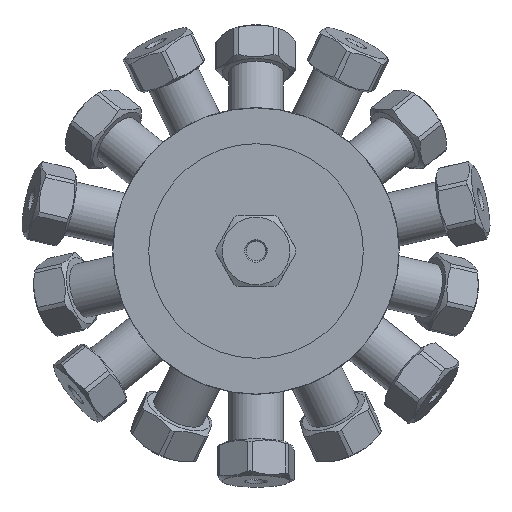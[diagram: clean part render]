
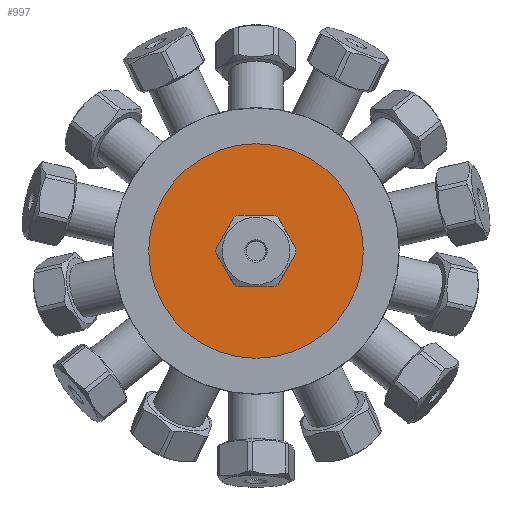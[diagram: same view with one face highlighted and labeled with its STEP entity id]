
A CAD part, left-side view. The second image highlights one B-rep face of the part: STEP entity #997.
In plain terms, the highlighted planar face has unit normal (-1, 0, 0).
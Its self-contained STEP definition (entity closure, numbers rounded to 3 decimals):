
#963=CARTESIAN_POINT('',(0.0,9.525,0.0));
#964=VERTEX_POINT('',#963);
#965=CARTESIAN_POINT('',(0.,0.,0.0));
#966=DIRECTION('',(1.0,0.0,0.0));
#967=DIRECTION('',(0.0,1.0,0.0));
#968=AXIS2_PLACEMENT_3D('',#965,#966,#967);
#969=CIRCLE('',#968,9.525);
#970=EDGE_CURVE('',#964,#964,#969,.T.);
#978=CARTESIAN_POINT('',(0.0,4.763,0.0));
#979=DIRECTION('',(-1.0,0.0,0.0));
#980=DIRECTION('',(0.0,0.0,1.0));
#981=AXIS2_PLACEMENT_3D('',#978,#979,#980);
#982=PLANE('',#981);
#983=ORIENTED_EDGE('',*,*,#970,.F.);
#984=EDGE_LOOP('',(#983));
#985=FACE_OUTER_BOUND('',#984,.T.);
#986=CARTESIAN_POINT('',(0.,-2.45,0.0));
#987=VERTEX_POINT('',#986);
#988=CARTESIAN_POINT('',(0.,0.,0.0));
#989=DIRECTION('',(1.0,0.0,0.0));
#990=DIRECTION('',(0.0,-1.0,0.0));
#991=AXIS2_PLACEMENT_3D('',#988,#989,#990);
#992=CIRCLE('',#991,2.45);
#993=EDGE_CURVE('',#987,#987,#992,.T.);
#994=ORIENTED_EDGE('',*,*,#993,.T.);
#995=EDGE_LOOP('',(#994));
#996=FACE_BOUND('',#995,.T.);
#997=ADVANCED_FACE('',(#985,#996),#982,.T.);
